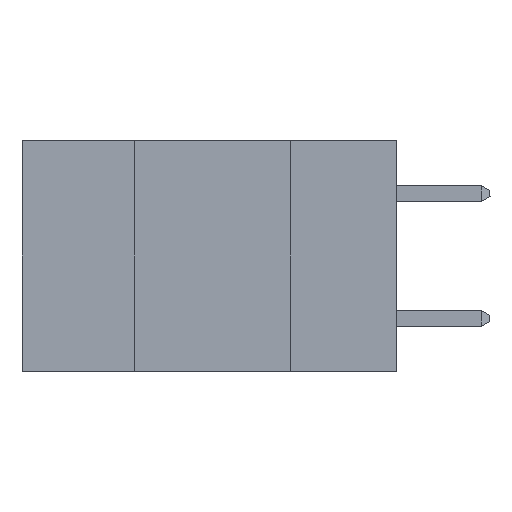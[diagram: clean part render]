
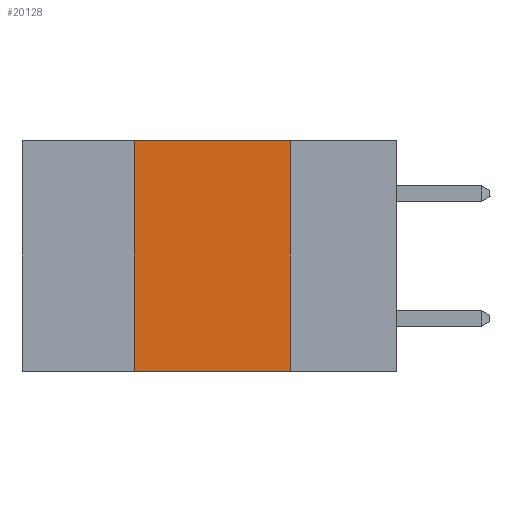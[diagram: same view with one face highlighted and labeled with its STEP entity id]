
A CAD part, left-side view. The second image highlights one B-rep face of the part: STEP entity #20128.
In plain terms, the highlighted planar face has unit normal (-1, 0, 0).
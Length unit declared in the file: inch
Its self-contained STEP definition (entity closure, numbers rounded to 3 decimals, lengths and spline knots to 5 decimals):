
#74 = ORIENTED_EDGE ( 'NONE', *, *, #10766, .F. ) ;
#97 = ORIENTED_EDGE ( 'NONE', *, *, #20273, .F. ) ;
#608 = DIRECTION ( 'NONE',  ( 0., -1., 0. ) ) ;
#864 = VECTOR ( 'NONE', #12509, 39.37008 ) ;
#1919 = ORIENTED_EDGE ( 'NONE', *, *, #13502, .F. ) ;
#2259 = CARTESIAN_POINT ( 'NONE',  ( 0., 0.17, 0. ) ) ;
#5247 = DIRECTION ( 'NONE',  ( 0., 0., -1. ) ) ;
#5268 = LINE ( 'NONE', #17232, #864 ) ;
#6358 = VECTOR ( 'NONE', #9525, 39.37008 ) ;
#6998 = FACE_OUTER_BOUND ( 'NONE', #21021, .T. ) ;
#7330 = VERTEX_POINT ( 'NONE', #20556 ) ;
#7996 = VERTEX_POINT ( 'NONE', #10792 ) ;
#8715 = ORIENTED_EDGE ( 'NONE', *, *, #8861, .T. ) ;
#8764 = VECTOR ( 'NONE', #608, 39.37008 ) ;
#8861 = EDGE_CURVE ( 'NONE', #7330, #20545, #19276, .T. ) ;
#9180 = VECTOR ( 'NONE', #16137, 39.37008 ) ;
#9466 = CARTESIAN_POINT ( 'NONE',  ( 0., 0.17, -0.37 ) ) ;
#9525 = DIRECTION ( 'NONE',  ( 0., -1., 0. ) ) ;
#10059 = CARTESIAN_POINT ( 'NONE',  ( 0., 0.6, 0. ) ) ;
#10138 = PLANE ( 'NONE',  #10750 ) ;
#10750 = AXIS2_PLACEMENT_3D ( 'NONE', #10059, #14950, #5247 ) ;
#10766 = EDGE_CURVE ( 'NONE', #20918, #20545, #5268, .T. ) ;
#10792 = CARTESIAN_POINT ( 'NONE',  ( 0., 0.42, 0. ) ) ;
#11176 = CARTESIAN_POINT ( 'NONE',  ( 0., 0.6, -0.37 ) ) ;
#12509 = DIRECTION ( 'NONE',  ( 0., 0., -1. ) ) ;
#13474 = LINE ( 'NONE', #20133, #8764 ) ;
#13502 = EDGE_CURVE ( 'NONE', #7330, #7996, #16743, .T. ) ;
#14511 = CARTESIAN_POINT ( 'NONE',  ( 0., 0.42, 0. ) ) ;
#14950 = DIRECTION ( 'NONE',  ( 1., 0., 0. ) ) ;
#16137 = DIRECTION ( 'NONE',  ( 0., 0., 1. ) ) ;
#16743 = LINE ( 'NONE', #14511, #9180 ) ;
#17232 = CARTESIAN_POINT ( 'NONE',  ( 0., 0.17, 0. ) ) ;
#19276 = LINE ( 'NONE', #11176, #6358 ) ;
#20128 = ADVANCED_FACE ( 'NONE', ( #6998 ), #10138, .F. ) ;
#20133 = CARTESIAN_POINT ( 'NONE',  ( 0., 0.6, 0. ) ) ;
#20273 = EDGE_CURVE ( 'NONE', #7996, #20918, #13474, .T. ) ;
#20545 = VERTEX_POINT ( 'NONE', #9466 ) ;
#20556 = CARTESIAN_POINT ( 'NONE',  ( 0., 0.42, -0.37 ) ) ;
#20918 = VERTEX_POINT ( 'NONE', #2259 ) ;
#21021 = EDGE_LOOP ( 'NONE', ( #74, #97, #1919, #8715 ) ) ;
